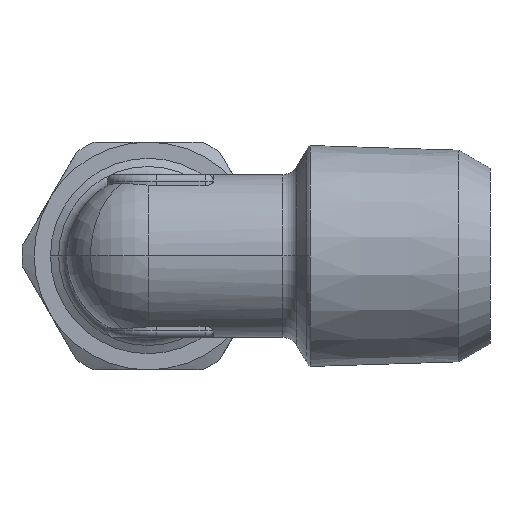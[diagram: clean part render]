
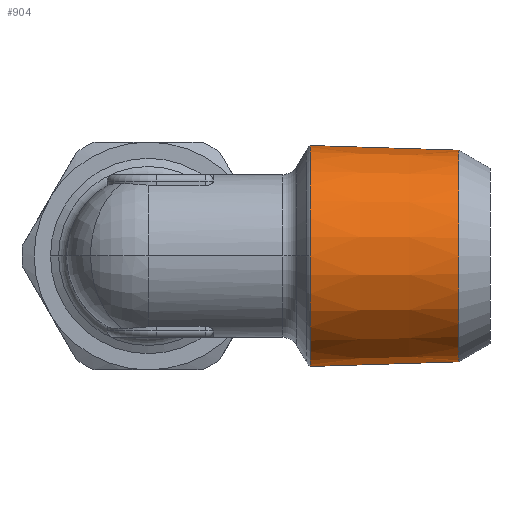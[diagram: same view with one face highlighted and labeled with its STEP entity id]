
A CAD part, left-side view. The second image highlights one B-rep face of the part: STEP entity #904.
In plain terms, the highlighted conical face has half-angle 1.788 degrees and reference radius 6.815 mm.
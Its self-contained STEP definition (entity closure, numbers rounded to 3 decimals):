
#50 = EDGE_CURVE ( 'NONE', #285, #295, #2232, .T. ) ;
#53 = EDGE_CURVE ( 'NONE', #279, #297, #2237, .T. ) ;
#75 = EDGE_CURVE ( 'NONE', #297, #314, #2266, .T. ) ;
#142 = EDGE_CURVE ( 'NONE', #314, #295, #2320, .T. ) ;
#168 = AXIS2_PLACEMENT_3D ( 'NONE', #3012, #3013, #3014 ) ;
#195 = AXIS2_PLACEMENT_3D ( 'NONE', #675, #676, #677 ) ;
#279 = VERTEX_POINT ( 'NONE', #690 ) ;
#285 = VERTEX_POINT ( 'NONE', #693 ) ;
#295 = VERTEX_POINT ( 'NONE', #703 ) ;
#297 = VERTEX_POINT ( 'NONE', #705 ) ;
#314 = VERTEX_POINT ( 'NONE', #722 ) ;
#675 = CARTESIAN_POINT ( 'NONE',  ( 0., -9.958, 0. ) ) ;
#676 = DIRECTION ( 'NONE',  ( 0., -1., 0. ) ) ;
#677 = DIRECTION ( 'NONE',  ( 0., 0., -1. ) ) ;
#690 = CARTESIAN_POINT ( 'NONE',  ( 0., -19.095, 6.5 ) ) ;
#693 = CARTESIAN_POINT ( 'NONE',  ( 0., -19.095, -6.5 ) ) ;
#703 = CARTESIAN_POINT ( 'NONE',  ( 0., -9.958, -6.785 ) ) ;
#705 = CARTESIAN_POINT ( 'NONE',  ( 0., -9.958, 6.785 ) ) ;
#722 = CARTESIAN_POINT ( 'NONE',  ( -6.785, -9.958, 0. ) ) ;
#904 = ADVANCED_FACE ( 'NONE', ( #1079 ), #1086, .T. ) ;
#940 = ORIENTED_EDGE ( 'NONE', *, *, #142, .T. ) ;
#941 = ORIENTED_EDGE ( 'NONE', *, *, #75, .T. ) ;
#942 = ORIENTED_EDGE ( 'NONE', *, *, #53, .T. ) ;
#943 = ORIENTED_EDGE ( 'NONE', *, *, #2493, .F. ) ;
#944 = ORIENTED_EDGE ( 'NONE', *, *, #50, .F. ) ;
#1024 = EDGE_LOOP ( 'NONE', ( #944, #943, #942, #941, #940 ) ) ;
#1079 = FACE_OUTER_BOUND ( 'NONE', #1024, .T. ) ;
#1086 = CONICAL_SURFACE ( 'NONE', #2822, 6.815, 0.031 ) ;
#1207 = CIRCLE ( 'NONE', #2882, 6.5 ) ;
#1887 = CARTESIAN_POINT ( 'NONE',  ( 0., -19.095, 0. ) ) ;
#1888 = DIRECTION ( 'NONE',  ( 0., -1., 0. ) ) ;
#1889 = DIRECTION ( 'NONE',  ( 0., 0., -1. ) ) ;
#2232 = LINE ( 'NONE', #2942, #2235 ) ;
#2235 = VECTOR ( 'NONE', #2940, 1000. ) ;
#2237 = LINE ( 'NONE', #2946, #2239 ) ;
#2239 = VECTOR ( 'NONE', #2947, 1000. ) ;
#2266 = CIRCLE ( 'NONE', #168, 6.785 ) ;
#2320 = CIRCLE ( 'NONE', #195, 6.785 ) ;
#2493 = EDGE_CURVE ( 'NONE', #279, #285, #1207, .T. ) ;
#2680 = DIRECTION ( 'NONE',  ( 0., 0., 1. ) ) ;
#2681 = CARTESIAN_POINT ( 'NONE',  ( 0., -9., 0. ) ) ;
#2682 = DIRECTION ( 'NONE',  ( 0., 1., 0. ) ) ;
#2822 = AXIS2_PLACEMENT_3D ( 'NONE', #2681, #2682, #2680 ) ;
#2882 = AXIS2_PLACEMENT_3D ( 'NONE', #1887, #1888, #1889 ) ;
#2940 = DIRECTION ( 'NONE',  ( 0., 1., -0.031 ) ) ;
#2942 = CARTESIAN_POINT ( 'NONE',  ( 0., -9., -6.815 ) ) ;
#2946 = CARTESIAN_POINT ( 'NONE',  ( 0., -9., 6.815 ) ) ;
#2947 = DIRECTION ( 'NONE',  ( 0., 1., 0.031 ) ) ;
#3012 = CARTESIAN_POINT ( 'NONE',  ( 0., -9.958, 0. ) ) ;
#3013 = DIRECTION ( 'NONE',  ( 0., -1., 0. ) ) ;
#3014 = DIRECTION ( 'NONE',  ( 0., 0., -1. ) ) ;
